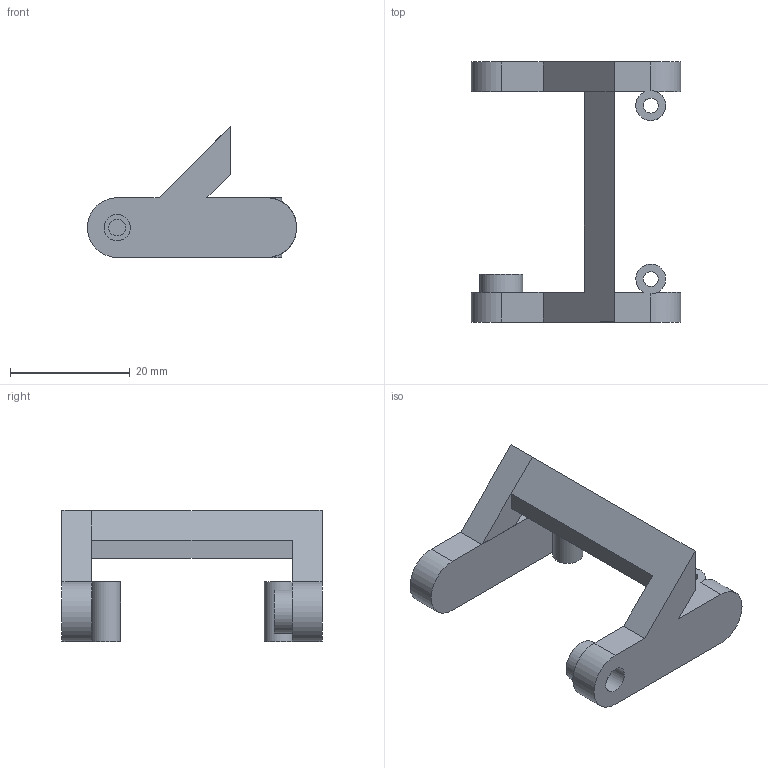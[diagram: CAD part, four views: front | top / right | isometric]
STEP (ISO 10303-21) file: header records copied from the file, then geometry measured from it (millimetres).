
FILE_DESCRIPTION(/* description */ (''),/* implementation_level */ '2;1');
FILE_NAME(/* name */ 'SERVO__3.step',/* time_stamp */ '2025-12-14T23:44:29+05:30',/* author */ (''),/* organization */ (''),/* preprocessor_version */ 'ST-DEVELOPER v20.1',/* originating_system */ 'Autodesk Translation Framework v14.21.0.0',/* authorisation */ '');
FILE_SCHEMA (('AUTOMOTIVE_DESIGN { 1 0 10303 214 3 1 1 }'));
Length unit declared in the file: millimetre
Products named in the file (6): 2025-12-10-17-26-53-412; Servo Micro MG90S; Body; Shaft; Horn; Screw
Assembly tree (5 placements, depth 3):
  2025-12-10-17-26-53-412
    Servo Micro MG90S
      Body
      Shaft
      Horn
      Screw
Bounding box: 35 x 43.5 x 21.91 mm (x, y, z)
Volume: 5260.2 mm3; surface area: 4281.9 mm2
Topology: 3 solids, 3 shells, 127 faces, 342 edges, 226 vertices
Faces by surface type: plane 113, cylinder 14
Full cylindrical faces by diameter (mm): 2.5 x2, 2.8 x2, 4.4 x2, 7.2 x2
Entity records: 4117 total; most frequent: CARTESIAN_POINT 726, ORIENTED_EDGE 684, DIRECTION 642, EDGE_CURVE 342, LINE 310, VECTOR 310, VERTEX_POINT 226, AXIS2_PLACEMENT_3D 166
